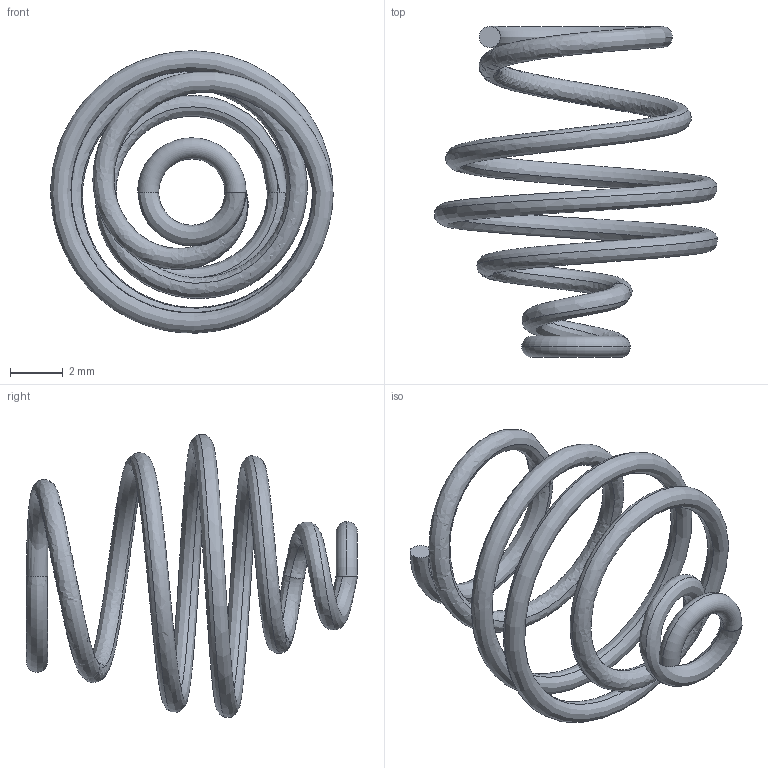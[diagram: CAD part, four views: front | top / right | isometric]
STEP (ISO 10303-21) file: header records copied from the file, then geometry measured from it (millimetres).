
FILE_DESCRIPTION (( 'STEP AP214' ), '1' );
FILE_NAME ('BCAA-HD.STEP', '2019-12-03T18:56:00', ( '' ), ( '' ), 'SwSTEP 2.0', 'SolidWorks 2017', '' );
FILE_SCHEMA (( 'AUTOMOTIVE_DESIGN' ));
Length unit declared in the file: millimetre
Products named in the file (1): BCAA-HD
Bounding box: 10.66 x 12.51 x 10.66 mm (x, y, z)
Volume: 64.3 mm3; surface area: 323.5 mm2
Topology: 1 solids, 1 shells, 11 faces, 27 edges, 18 vertices
Faces by surface type: bspline 6, plane 3, torus 2
Entity records: 2679 total; most frequent: CARTESIAN_POINT 2431, ORIENTED_EDGE 54, DIRECTION 32, EDGE_CURVE 27, VERTEX_POINT 18, AXIS2_PLACEMENT_3D 16, B_SPLINE_CURVE_WITH_KNOTS 15, ADVANCED_FACE 11
